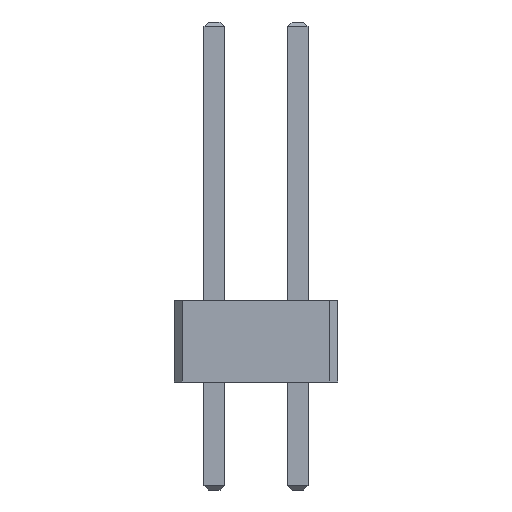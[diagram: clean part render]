
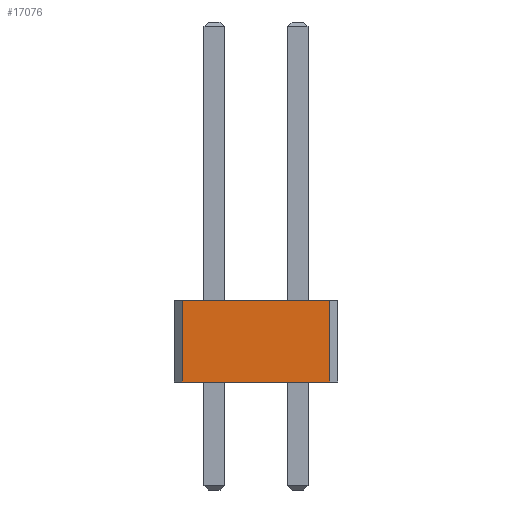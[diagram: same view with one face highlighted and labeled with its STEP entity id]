
A CAD part, front view. The second image highlights one B-rep face of the part: STEP entity #17076.
In plain terms, the highlighted planar face has unit normal (0, -1, 0).
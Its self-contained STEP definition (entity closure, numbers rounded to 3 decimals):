
#44 = PLANE('',#45);
#45 = AXIS2_PLACEMENT_3D('',#46,#47,#48);
#46 = CARTESIAN_POINT('',(-1.23,1.02,0.));
#47 = DIRECTION('',(0.,0.,-1.));
#48 = DIRECTION('',(0.,1.,0.));
#100 = PLANE('',#101);
#101 = AXIS2_PLACEMENT_3D('',#102,#103,#104);
#102 = CARTESIAN_POINT('',(-1.23,1.02,2.5));
#103 = DIRECTION('',(0.,0.,-1.));
#104 = DIRECTION('',(0.,1.,0.));
#1757 = VERTEX_POINT('',#1758);
#1758 = CARTESIAN_POINT('',(3.52,-46.99,0.));
#1772 = PLANE('',#1773);
#1773 = AXIS2_PLACEMENT_3D('',#1774,#1775,#1776);
#1774 = CARTESIAN_POINT('',(3.645,-46.865,0.));
#1775 = DIRECTION('',(0.707,-0.707,0.));
#1776 = DIRECTION('',(0.,0.,-1.));
#1784 = EDGE_CURVE('',#1785,#1757,#1787,.T.);
#1785 = VERTEX_POINT('',#1786);
#1786 = CARTESIAN_POINT('',(-0.98,-46.99,0.));
#1787 = SURFACE_CURVE('',#1788,(#1792,#1799),.PCURVE_S1.);
#1788 = LINE('',#1789,#1790);
#1789 = CARTESIAN_POINT('',(-1.23,-46.99,0.));
#1790 = VECTOR('',#1791,1.);
#1791 = DIRECTION('',(1.,0.,0.));
#1792 = PCURVE('',#44,#1793);
#1793 = DEFINITIONAL_REPRESENTATION('',(#1794),#1798);
#1794 = LINE('',#1795,#1796);
#1795 = CARTESIAN_POINT('',(-48.01,0.));
#1796 = VECTOR('',#1797,1.);
#1797 = DIRECTION('',(0.,1.));
#1798 = ( GEOMETRIC_REPRESENTATION_CONTEXT(2) 
PARAMETRIC_REPRESENTATION_CONTEXT() REPRESENTATION_CONTEXT('2D SPACE',''
  ) );
#1799 = PCURVE('',#1800,#1805);
#1800 = PLANE('',#1801);
#1801 = AXIS2_PLACEMENT_3D('',#1802,#1803,#1804);
#1802 = CARTESIAN_POINT('',(-1.23,-46.99,0.));
#1803 = DIRECTION('',(0.,1.,0.));
#1804 = DIRECTION('',(1.,0.,0.));
#1805 = DEFINITIONAL_REPRESENTATION('',(#1806),#1810);
#1806 = LINE('',#1807,#1808);
#1807 = CARTESIAN_POINT('',(0.,0.));
#1808 = VECTOR('',#1809,1.);
#1809 = DIRECTION('',(1.,0.));
#1810 = ( GEOMETRIC_REPRESENTATION_CONTEXT(2) 
PARAMETRIC_REPRESENTATION_CONTEXT() REPRESENTATION_CONTEXT('2D SPACE',''
  ) );
#1828 = PLANE('',#1829);
#1829 = AXIS2_PLACEMENT_3D('',#1830,#1831,#1832);
#1830 = CARTESIAN_POINT('',(-1.105,-46.865,0.));
#1831 = DIRECTION('',(-0.707,-0.707,0.));
#1832 = DIRECTION('',(0.,0.,-1.));
#8771 = VERTEX_POINT('',#8772);
#8772 = CARTESIAN_POINT('',(3.52,-46.99,2.5));
#8793 = EDGE_CURVE('',#8794,#8771,#8796,.T.);
#8794 = VERTEX_POINT('',#8795);
#8795 = CARTESIAN_POINT('',(-0.98,-46.99,2.5));
#8796 = SURFACE_CURVE('',#8797,(#8801,#8808),.PCURVE_S1.);
#8797 = LINE('',#8798,#8799);
#8798 = CARTESIAN_POINT('',(-1.23,-46.99,2.5));
#8799 = VECTOR('',#8800,1.);
#8800 = DIRECTION('',(1.,0.,0.));
#8801 = PCURVE('',#100,#8802);
#8802 = DEFINITIONAL_REPRESENTATION('',(#8803),#8807);
#8803 = LINE('',#8804,#8805);
#8804 = CARTESIAN_POINT('',(-48.01,0.));
#8805 = VECTOR('',#8806,1.);
#8806 = DIRECTION('',(0.,1.));
#8807 = ( GEOMETRIC_REPRESENTATION_CONTEXT(2) 
PARAMETRIC_REPRESENTATION_CONTEXT() REPRESENTATION_CONTEXT('2D SPACE',''
  ) );
#8808 = PCURVE('',#1800,#8809);
#8809 = DEFINITIONAL_REPRESENTATION('',(#8810),#8814);
#8810 = LINE('',#8811,#8812);
#8811 = CARTESIAN_POINT('',(0.,-2.5));
#8812 = VECTOR('',#8813,1.);
#8813 = DIRECTION('',(1.,0.));
#8814 = ( GEOMETRIC_REPRESENTATION_CONTEXT(2) 
PARAMETRIC_REPRESENTATION_CONTEXT() REPRESENTATION_CONTEXT('2D SPACE',''
  ) );
#17056 = EDGE_CURVE('',#1785,#8794,#17057,.T.);
#17057 = SURFACE_CURVE('',#17058,(#17062,#17069),.PCURVE_S1.);
#17058 = LINE('',#17059,#17060);
#17059 = CARTESIAN_POINT('',(-0.98,-46.99,0.));
#17060 = VECTOR('',#17061,1.);
#17061 = DIRECTION('',(0.,0.,1.));
#17062 = PCURVE('',#1828,#17063);
#17063 = DEFINITIONAL_REPRESENTATION('',(#17064),#17068);
#17064 = LINE('',#17065,#17066);
#17065 = CARTESIAN_POINT('',(0.,0.177));
#17066 = VECTOR('',#17067,1.);
#17067 = DIRECTION('',(-1.,0.));
#17068 = ( GEOMETRIC_REPRESENTATION_CONTEXT(2) 
PARAMETRIC_REPRESENTATION_CONTEXT() REPRESENTATION_CONTEXT('2D SPACE',''
  ) );
#17069 = PCURVE('',#1800,#17070);
#17070 = DEFINITIONAL_REPRESENTATION('',(#17071),#17075);
#17071 = LINE('',#17072,#17073);
#17072 = CARTESIAN_POINT('',(0.25,0.));
#17073 = VECTOR('',#17074,1.);
#17074 = DIRECTION('',(0.,-1.));
#17075 = ( GEOMETRIC_REPRESENTATION_CONTEXT(2) 
PARAMETRIC_REPRESENTATION_CONTEXT() REPRESENTATION_CONTEXT('2D SPACE',''
  ) );
#17076 = ADVANCED_FACE('',(#17077),#1800,.F.);
#17077 = FACE_BOUND('',#17078,.F.);
#17078 = EDGE_LOOP('',(#17079,#17080,#17081,#17082));
#17079 = ORIENTED_EDGE('',*,*,#1784,.F.);
#17080 = ORIENTED_EDGE('',*,*,#17056,.T.);
#17081 = ORIENTED_EDGE('',*,*,#8793,.T.);
#17082 = ORIENTED_EDGE('',*,*,#17083,.F.);
#17083 = EDGE_CURVE('',#1757,#8771,#17084,.T.);
#17084 = SURFACE_CURVE('',#17085,(#17089,#17096),.PCURVE_S1.);
#17085 = LINE('',#17086,#17087);
#17086 = CARTESIAN_POINT('',(3.52,-46.99,0.));
#17087 = VECTOR('',#17088,1.);
#17088 = DIRECTION('',(0.,0.,1.));
#17089 = PCURVE('',#1800,#17090);
#17090 = DEFINITIONAL_REPRESENTATION('',(#17091),#17095);
#17091 = LINE('',#17092,#17093);
#17092 = CARTESIAN_POINT('',(4.75,0.));
#17093 = VECTOR('',#17094,1.);
#17094 = DIRECTION('',(0.,-1.));
#17095 = ( GEOMETRIC_REPRESENTATION_CONTEXT(2) 
PARAMETRIC_REPRESENTATION_CONTEXT() REPRESENTATION_CONTEXT('2D SPACE',''
  ) );
#17096 = PCURVE('',#1772,#17097);
#17097 = DEFINITIONAL_REPRESENTATION('',(#17098),#17102);
#17098 = LINE('',#17099,#17100);
#17099 = CARTESIAN_POINT('',(0.,-0.177));
#17100 = VECTOR('',#17101,1.);
#17101 = DIRECTION('',(-1.,0.));
#17102 = ( GEOMETRIC_REPRESENTATION_CONTEXT(2) 
PARAMETRIC_REPRESENTATION_CONTEXT() REPRESENTATION_CONTEXT('2D SPACE',''
  ) );
